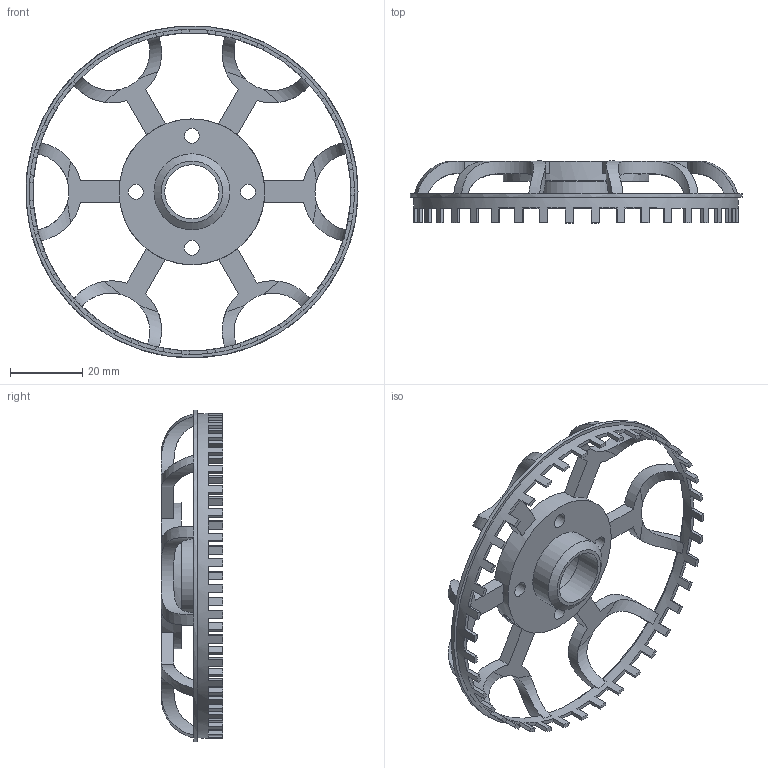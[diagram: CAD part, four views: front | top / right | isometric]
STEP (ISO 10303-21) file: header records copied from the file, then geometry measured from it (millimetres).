
FILE_DESCRIPTION(/* description */ (''),/* implementation_level */ '2;1');
FILE_NAME(/* name */ 'outrunner.stp',/* time_stamp */ '2020-06-16T13:05:06+03:00',/* author */ ('Aespen-CAD'),/* organization */ (''),/* preprocessor_version */ 'ST-DEVELOPER v18',/* originating_system */ 'Autodesk Inventor 2020',/* authorisation */ '');
FILE_SCHEMA (('AUTOMOTIVE_DESIGN { 1 0 10303 214 3 1 1 }'));
Length unit declared in the file: millimetre
Products named in the file (1): outrunner
Bounding box: 91.75 x 17 x 91.68 mm (x, y, z)
Volume: 12243.4 mm3; surface area: 12868.2 mm2
Topology: 1 solids, 1 shells, 275 faces, 896 edges, 577 vertices
Faces by surface type: plane 203, cylinder 43, torus 24, cone 5
Full cylindrical faces by diameter (mm): 2.459 x2, 4.134 x4, 15 x1, 16 x1, 21 x1, 40.3 x1, 87.8 x1, 89.8 x1, 91.8 x1
Entity records: 10982 total; most frequent: CARTESIAN_POINT 2437, DIRECTION 1806, ORIENTED_EDGE 1792, EDGE_CURVE 896, AXIS2_PLACEMENT_3D 690, VERTEX_POINT 577, LINE 426, VECTOR 426
